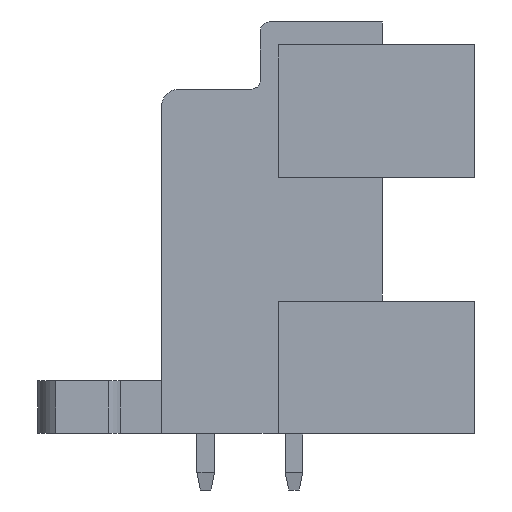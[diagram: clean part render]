
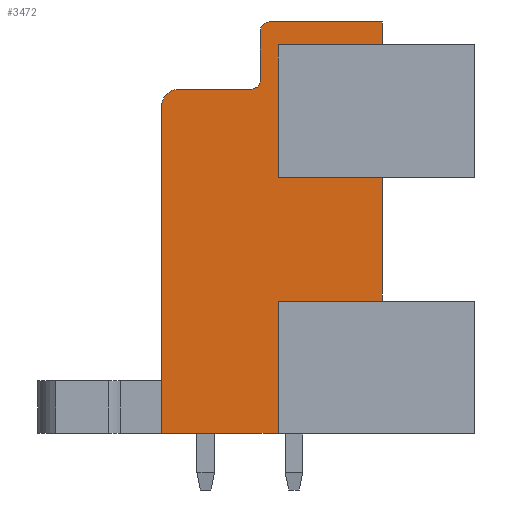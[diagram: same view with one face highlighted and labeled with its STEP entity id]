
A CAD part, left-side view. The second image highlights one B-rep face of the part: STEP entity #3472.
In plain terms, the highlighted planar face has unit normal (-1, 0, 0).
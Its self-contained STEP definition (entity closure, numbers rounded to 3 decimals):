
#1826=AXIS2_PLACEMENT_3D('Circle Axis2P3D',#1824,#1825,$) ;
#1888=AXIS2_PLACEMENT_3D('Circle Axis2P3D',#1886,#1887,$) ;
#1950=AXIS2_PLACEMENT_3D('Circle Axis2P3D',#1948,#1949,$) ;
#3443=AXIS2_PLACEMENT_3D('Plane Axis2P3D',#3440,#3441,#3442) ;
#765=CARTESIAN_POINT('Vertex',(3.5,5.2,10.7)) ;
#768=CARTESIAN_POINT('Line Origine',(3.5,8.15,10.7)) ;
#772=CARTESIAN_POINT('Vertex',(3.5,11.1,10.7)) ;
#850=CARTESIAN_POINT('Vertex',(3.5,5.2,17.7)) ;
#853=CARTESIAN_POINT('Line Origine',(3.5,5.2,14.2)) ;
#909=CARTESIAN_POINT('Vertex',(3.5,11.1,17.7)) ;
#912=CARTESIAN_POINT('Line Origine',(3.5,8.15,17.7)) ;
#1679=CARTESIAN_POINT('Vertex',(3.5,5.2,25.2)) ;
#1682=CARTESIAN_POINT('Line Origine',(3.5,8.15,25.2)) ;
#1686=CARTESIAN_POINT('Vertex',(3.5,11.1,25.2)) ;
#1759=CARTESIAN_POINT('Vertex',(3.5,5.2,26.5)) ;
#1762=CARTESIAN_POINT('Line Origine',(3.5,5.2,25.85)) ;
#1790=CARTESIAN_POINT('Vertex',(3.5,11.6,26.5)) ;
#1793=CARTESIAN_POINT('Line Origine',(3.5,8.4,26.5)) ;
#1821=CARTESIAN_POINT('Vertex',(3.5,12.1,26.)) ;
#1824=CARTESIAN_POINT('Axis2P3D Location',(3.5,11.6,26.)) ;
#1852=CARTESIAN_POINT('Vertex',(3.5,12.1,23.2)) ;
#1855=CARTESIAN_POINT('Line Origine',(3.5,12.1,24.6)) ;
#1883=CARTESIAN_POINT('Vertex',(3.5,12.6,22.7)) ;
#1886=CARTESIAN_POINT('Axis2P3D Location',(3.5,12.6,23.2)) ;
#1914=CARTESIAN_POINT('Vertex',(3.5,16.7,22.7)) ;
#1917=CARTESIAN_POINT('Line Origine',(3.5,14.65,22.7)) ;
#1945=CARTESIAN_POINT('Vertex',(3.5,17.7,21.7)) ;
#1948=CARTESIAN_POINT('Axis2P3D Location',(3.5,16.7,21.7)) ;
#2027=CARTESIAN_POINT('Vertex',(3.5,17.7,3.2)) ;
#2030=CARTESIAN_POINT('Line Origine',(3.5,17.7,12.45)) ;
#2122=CARTESIAN_POINT('Vertex',(3.5,11.1,3.2)) ;
#2125=CARTESIAN_POINT('Line Origine',(3.5,14.4,3.2)) ;
#3440=CARTESIAN_POINT('Axis2P3D Location',(3.5,0.,0.)) ;
#3445=CARTESIAN_POINT('Line Origine',(3.5,11.1,21.45)) ;
#3450=CARTESIAN_POINT('Line Origine',(3.5,11.1,6.95)) ;
#769=DIRECTION('Vector Direction',(0.,-1.,0.)) ;
#854=DIRECTION('Vector Direction',(0.,0.,-1.)) ;
#913=DIRECTION('Vector Direction',(0.,1.,0.)) ;
#1683=DIRECTION('Vector Direction',(0.,-1.,0.)) ;
#1763=DIRECTION('Vector Direction',(0.,0.,-1.)) ;
#1794=DIRECTION('Vector Direction',(0.,-1.,0.)) ;
#1825=DIRECTION('Axis2P3D Direction',(-1.,0.,0.)) ;
#1856=DIRECTION('Vector Direction',(0.,0.,1.)) ;
#1887=DIRECTION('Axis2P3D Direction',(-1.,0.,0.)) ;
#1918=DIRECTION('Vector Direction',(0.,-1.,0.)) ;
#1949=DIRECTION('Axis2P3D Direction',(-1.,0.,0.)) ;
#2031=DIRECTION('Vector Direction',(0.,0.,1.)) ;
#2126=DIRECTION('Vector Direction',(0.,1.,0.)) ;
#3441=DIRECTION('Axis2P3D Direction',(-1.,0.,0.)) ;
#3442=DIRECTION('Axis2P3D XDirection',(0.,-1.,0.)) ;
#3446=DIRECTION('Vector Direction',(0.,0.,1.)) ;
#3451=DIRECTION('Vector Direction',(0.,0.,1.)) ;
#770=VECTOR('Line Direction',#769,1.) ;
#855=VECTOR('Line Direction',#854,1.) ;
#914=VECTOR('Line Direction',#913,1.) ;
#1684=VECTOR('Line Direction',#1683,1.) ;
#1764=VECTOR('Line Direction',#1763,1.) ;
#1795=VECTOR('Line Direction',#1794,1.) ;
#1857=VECTOR('Line Direction',#1856,1.) ;
#1919=VECTOR('Line Direction',#1918,1.) ;
#2032=VECTOR('Line Direction',#2031,1.) ;
#2127=VECTOR('Line Direction',#2126,1.) ;
#3447=VECTOR('Line Direction',#3446,1.) ;
#3452=VECTOR('Line Direction',#3451,1.) ;
#3456=ORIENTED_EDGE('',*,*,#916,.F.) ;
#3457=ORIENTED_EDGE('',*,*,#3449,.F.) ;
#3458=ORIENTED_EDGE('',*,*,#1688,.F.) ;
#3459=ORIENTED_EDGE('',*,*,#1766,.T.) ;
#3460=ORIENTED_EDGE('',*,*,#1797,.T.) ;
#3461=ORIENTED_EDGE('',*,*,#1828,.T.) ;
#3462=ORIENTED_EDGE('',*,*,#1859,.T.) ;
#3463=ORIENTED_EDGE('',*,*,#1890,.T.) ;
#3464=ORIENTED_EDGE('',*,*,#1921,.T.) ;
#3465=ORIENTED_EDGE('',*,*,#1952,.T.) ;
#3466=ORIENTED_EDGE('',*,*,#2034,.T.) ;
#3467=ORIENTED_EDGE('',*,*,#2129,.T.) ;
#3468=ORIENTED_EDGE('',*,*,#3454,.F.) ;
#3469=ORIENTED_EDGE('',*,*,#774,.F.) ;
#3470=ORIENTED_EDGE('',*,*,#857,.T.) ;
#3472=ADVANCED_FACE('Housing',(#3471),#3444,.T.) ;
#1827=CIRCLE('generated circle',#1826,0.5) ;
#1889=CIRCLE('generated circle',#1888,0.5) ;
#1951=CIRCLE('generated circle',#1950,1.) ;
#774=EDGE_CURVE('',#766,#773,#771,.F.) ;
#857=EDGE_CURVE('',#766,#851,#856,.F.) ;
#916=EDGE_CURVE('',#910,#851,#915,.F.) ;
#1688=EDGE_CURVE('',#1680,#1687,#1685,.F.) ;
#1766=EDGE_CURVE('',#1680,#1760,#1765,.F.) ;
#1797=EDGE_CURVE('',#1760,#1791,#1796,.F.) ;
#1828=EDGE_CURVE('',#1791,#1822,#1827,.T.) ;
#1859=EDGE_CURVE('',#1822,#1853,#1858,.F.) ;
#1890=EDGE_CURVE('',#1853,#1884,#1889,.F.) ;
#1921=EDGE_CURVE('',#1884,#1915,#1920,.F.) ;
#1952=EDGE_CURVE('',#1915,#1946,#1951,.T.) ;
#2034=EDGE_CURVE('',#1946,#2028,#2033,.F.) ;
#2129=EDGE_CURVE('',#2028,#2123,#2128,.F.) ;
#3449=EDGE_CURVE('',#1687,#910,#3448,.F.) ;
#3454=EDGE_CURVE('',#773,#2123,#3453,.F.) ;
#3455=EDGE_LOOP('',(#3456,#3457,#3458,#3459,#3460,#3461,#3462,#3463,#3464,#3465,#3466,#3467,#3468,#3469,#3470)) ;
#3471=FACE_OUTER_BOUND('',#3455,.T.) ;
#771=LINE('Line',#768,#770) ;
#856=LINE('Line',#853,#855) ;
#915=LINE('Line',#912,#914) ;
#1685=LINE('Line',#1682,#1684) ;
#1765=LINE('Line',#1762,#1764) ;
#1796=LINE('Line',#1793,#1795) ;
#1858=LINE('Line',#1855,#1857) ;
#1920=LINE('Line',#1917,#1919) ;
#2033=LINE('Line',#2030,#2032) ;
#2128=LINE('Line',#2125,#2127) ;
#3448=LINE('Line',#3445,#3447) ;
#3453=LINE('Line',#3450,#3452) ;
#3444=PLANE('',#3443) ;
#766=VERTEX_POINT('',#765) ;
#773=VERTEX_POINT('',#772) ;
#851=VERTEX_POINT('',#850) ;
#910=VERTEX_POINT('',#909) ;
#1680=VERTEX_POINT('',#1679) ;
#1687=VERTEX_POINT('',#1686) ;
#1760=VERTEX_POINT('',#1759) ;
#1791=VERTEX_POINT('',#1790) ;
#1822=VERTEX_POINT('',#1821) ;
#1853=VERTEX_POINT('',#1852) ;
#1884=VERTEX_POINT('',#1883) ;
#1915=VERTEX_POINT('',#1914) ;
#1946=VERTEX_POINT('',#1945) ;
#2028=VERTEX_POINT('',#2027) ;
#2123=VERTEX_POINT('',#2122) ;
